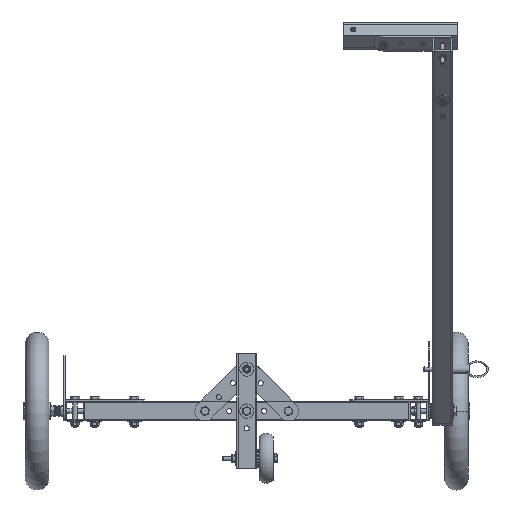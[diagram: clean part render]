
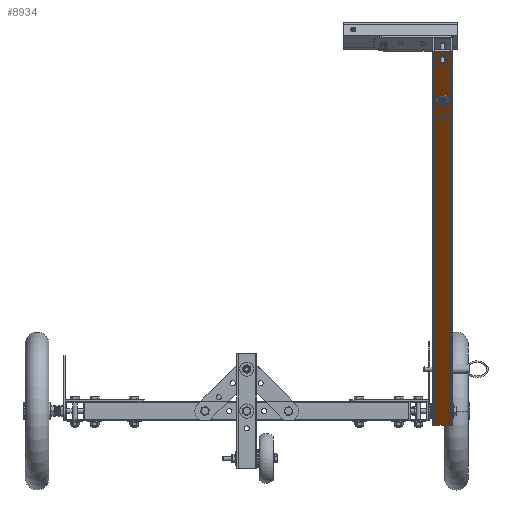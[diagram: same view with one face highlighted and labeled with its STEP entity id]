
A CAD part, front view. The second image highlights one B-rep face of the part: STEP entity #8934.
In plain terms, the highlighted face is planar.
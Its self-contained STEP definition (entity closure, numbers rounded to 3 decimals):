
#8633 = EDGE_CURVE('',#8634,#8636,#8638,.T.);
#8634 = VERTEX_POINT('',#8635);
#8635 = CARTESIAN_POINT('',(-12.5,0.,-12.5));
#8636 = VERTEX_POINT('',#8637);
#8637 = CARTESIAN_POINT('',(-12.5,-670.,-12.5));
#8638 = LINE('',#8639,#8640);
#8639 = CARTESIAN_POINT('',(-12.5,0.,-12.5));
#8640 = VECTOR('',#8641,1.);
#8641 = DIRECTION('',(0.,-1.,0.));
#8699 = VERTEX_POINT('',#8700);
#8700 = CARTESIAN_POINT('',(12.5,0.,-12.5));
#8706 = EDGE_CURVE('',#8699,#8634,#8707,.T.);
#8707 = LINE('',#8708,#8709);
#8708 = CARTESIAN_POINT('',(12.5,0.,-12.5));
#8709 = VECTOR('',#8710,1.);
#8710 = DIRECTION('',(-1.,0.,0.));
#8757 = VERTEX_POINT('',#8758);
#8758 = CARTESIAN_POINT('',(12.5,-670.,-12.5));
#8764 = EDGE_CURVE('',#8757,#8636,#8765,.T.);
#8765 = LINE('',#8766,#8767);
#8766 = CARTESIAN_POINT('',(12.5,-670.,-12.5));
#8767 = VECTOR('',#8768,1.);
#8768 = DIRECTION('',(-1.,0.,0.));
#8815 = EDGE_CURVE('',#8699,#8757,#8816,.T.);
#8816 = LINE('',#8817,#8818);
#8817 = CARTESIAN_POINT('',(12.5,0.,-12.5));
#8818 = VECTOR('',#8819,1.);
#8819 = DIRECTION('',(0.,-1.,0.));
#8934 = ADVANCED_FACE('',(#8935,#8941,#8952,#8963),#8974,.T.);
#8935 = FACE_BOUND('',#8936,.T.);
#8936 = EDGE_LOOP('',(#8937,#8938,#8939,#8940));
#8937 = ORIENTED_EDGE('',*,*,#8815,.T.);
#8938 = ORIENTED_EDGE('',*,*,#8764,.T.);
#8939 = ORIENTED_EDGE('',*,*,#8633,.F.);
#8940 = ORIENTED_EDGE('',*,*,#8706,.F.);
#8941 = FACE_BOUND('',#8942,.T.);
#8942 = EDGE_LOOP('',(#8943));
#8943 = ORIENTED_EDGE('',*,*,#8944,.T.);
#8944 = EDGE_CURVE('',#8945,#8945,#8947,.T.);
#8945 = VERTEX_POINT('',#8946);
#8946 = CARTESIAN_POINT('',(0.,-660.75,-12.5));
#8947 = CIRCLE('',#8948,3.25);
#8948 = AXIS2_PLACEMENT_3D('',#8949,#8950,#8951);
#8949 = CARTESIAN_POINT('',(0.,-657.5,-12.5));
#8950 = DIRECTION('',(0.,0.,1.));
#8951 = DIRECTION('',(0.,-1.,0.));
#8952 = FACE_BOUND('',#8953,.T.);
#8953 = EDGE_LOOP('',(#8954));
#8954 = ORIENTED_EDGE('',*,*,#8955,.T.);
#8955 = EDGE_CURVE('',#8956,#8956,#8958,.T.);
#8956 = VERTEX_POINT('',#8957);
#8957 = CARTESIAN_POINT('',(0.,-585.75,-12.5));
#8958 = CIRCLE('',#8959,3.25);
#8959 = AXIS2_PLACEMENT_3D('',#8960,#8961,#8962);
#8960 = CARTESIAN_POINT('',(0.,-582.5,-12.5));
#8961 = DIRECTION('',(0.,0.,1.));
#8962 = DIRECTION('',(0.,-1.,0.));
#8963 = FACE_BOUND('',#8964,.T.);
#8964 = EDGE_LOOP('',(#8965));
#8965 = ORIENTED_EDGE('',*,*,#8966,.T.);
#8966 = EDGE_CURVE('',#8967,#8967,#8969,.T.);
#8967 = VERTEX_POINT('',#8968);
#8968 = CARTESIAN_POINT('',(0.,-554.68,-12.5));
#8969 = CIRCLE('',#8970,3.25);
#8970 = AXIS2_PLACEMENT_3D('',#8971,#8972,#8973);
#8971 = CARTESIAN_POINT('',(0.,-551.43,-12.5));
#8972 = DIRECTION('',(0.,0.,1.));
#8973 = DIRECTION('',(0.,-1.,0.));
#8974 = PLANE('',#8975);
#8975 = AXIS2_PLACEMENT_3D('',#8976,#8977,#8978);
#8976 = CARTESIAN_POINT('',(12.5,0.,-12.5));
#8977 = DIRECTION('',(0.,0.,-1.));
#8978 = DIRECTION('',(-1.,0.,0.));
